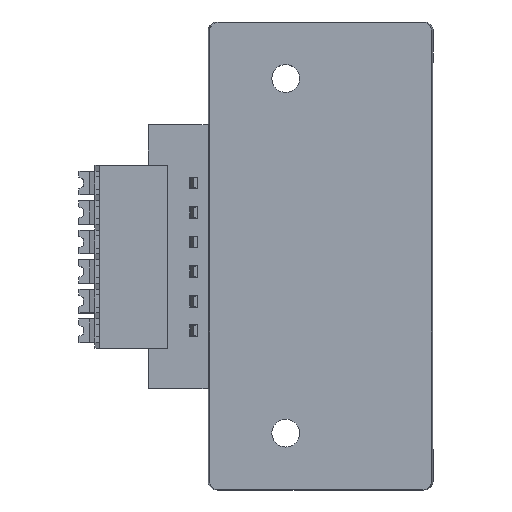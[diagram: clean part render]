
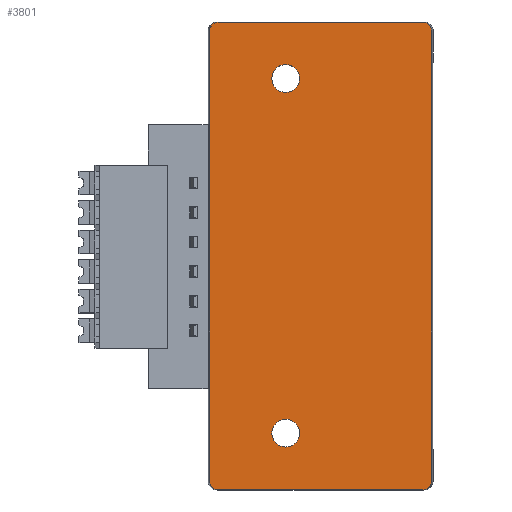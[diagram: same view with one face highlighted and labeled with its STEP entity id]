
A CAD part, top view. The second image highlights one B-rep face of the part: STEP entity #3801.
In plain terms, the highlighted planar face has unit normal (0, 0, 1).
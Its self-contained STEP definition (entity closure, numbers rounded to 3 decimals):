
#1469=ELLIPSE('',#48557,0.995,0.995);
#1470=ELLIPSE('',#48558,0.995,0.995);
#1471=ELLIPSE('',#48559,0.995,0.995);
#1472=ELLIPSE('',#48560,0.995,0.995);
#3801=ADVANCED_FACE('',(#8855,#8856,#8857),#6207,.F.);
#6207=PLANE('',#48562);
#8399=CIRCLE('',#48556,1.65);
#8400=CIRCLE('',#48561,1.65);
#8855=FACE_BOUND('',#9125,.T.);
#8856=FACE_BOUND('',#9126,.T.);
#8857=FACE_BOUND('',#9127,.T.);
#9125=EDGE_LOOP('',(#11947));
#9126=EDGE_LOOP('',(#11948,#11949,#11950,#11951,#11952,#11953,#11954,#11955));
#9127=EDGE_LOOP('',(#11956));
#11947=ORIENTED_EDGE('',*,*,#29682,.T.);
#11948=ORIENTED_EDGE('',*,*,#29683,.T.);
#11949=ORIENTED_EDGE('',*,*,#29684,.F.);
#11950=ORIENTED_EDGE('',*,*,#29685,.T.);
#11951=ORIENTED_EDGE('',*,*,#29552,.F.);
#11952=ORIENTED_EDGE('',*,*,#29686,.T.);
#11953=ORIENTED_EDGE('',*,*,#29687,.T.);
#11954=ORIENTED_EDGE('',*,*,#29688,.T.);
#11955=ORIENTED_EDGE('',*,*,#29689,.F.);
#11956=ORIENTED_EDGE('',*,*,#29690,.T.);
#25123=VERTEX_POINT('',#63317);
#25124=VERTEX_POINT('',#63319);
#25247=VERTEX_POINT('',#63574);
#25248=VERTEX_POINT('',#63576);
#25249=VERTEX_POINT('',#63577);
#25250=VERTEX_POINT('',#63579);
#25251=VERTEX_POINT('',#63582);
#25252=VERTEX_POINT('',#63584);
#25253=VERTEX_POINT('',#63586);
#25254=VERTEX_POINT('',#63589);
#29552=EDGE_CURVE('',#25123,#25124,#36189,.T.);
#29682=EDGE_CURVE('',#25247,#25247,#8399,.T.);
#29683=EDGE_CURVE('',#25248,#25249,#1469,.T.);
#29684=EDGE_CURVE('',#25250,#25249,#36311,.T.);
#29685=EDGE_CURVE('',#25250,#25124,#1470,.T.);
#29686=EDGE_CURVE('',#25123,#25251,#1471,.T.);
#29687=EDGE_CURVE('',#25251,#25252,#36312,.T.);
#29688=EDGE_CURVE('',#25252,#25253,#1472,.T.);
#29689=EDGE_CURVE('',#25248,#25253,#36313,.T.);
#29690=EDGE_CURVE('',#25254,#25254,#8400,.T.);
#36189=LINE('',#63318,#42400);
#36311=LINE('',#63578,#42522);
#36312=LINE('',#63583,#42523);
#36313=LINE('',#63587,#42524);
#42400=VECTOR('',#51384,1.);
#42522=VECTOR('',#51530,1.);
#42523=VECTOR('',#51535,1.);
#42524=VECTOR('',#51538,1.);
#48556=AXIS2_PLACEMENT_3D('',#63573,#51526,#51527);
#48557=AXIS2_PLACEMENT_3D('',#63575,#51528,#51529);
#48558=AXIS2_PLACEMENT_3D('',#63580,#51531,#51532);
#48559=AXIS2_PLACEMENT_3D('',#63581,#51533,#51534);
#48560=AXIS2_PLACEMENT_3D('',#63585,#51536,#51537);
#48561=AXIS2_PLACEMENT_3D('',#63588,#51539,#51540);
#48562=AXIS2_PLACEMENT_3D('',#63590,#51541,#51542);
#51384=DIRECTION('',(0.,1.,0.));
#51526=DIRECTION('',(0.,0.,-1.));
#51527=DIRECTION('',(0.,-1.,0.));
#51528=DIRECTION('',(0.,0.,1.));
#51529=DIRECTION('',(1.,0.,0.));
#51530=DIRECTION('',(1.,0.,0.));
#51531=DIRECTION('',(0.,0.,1.));
#51532=DIRECTION('',(-1.,0.,0.));
#51533=DIRECTION('',(0.,0.,1.));
#51534=DIRECTION('',(-1.,0.,0.));
#51535=DIRECTION('',(1.,0.,0.));
#51536=DIRECTION('',(0.,0.,1.));
#51537=DIRECTION('',(1.,0.,0.));
#51538=DIRECTION('',(0.,-1.,0.));
#51539=DIRECTION('',(0.,0.,-1.));
#51540=DIRECTION('',(0.,-1.,0.));
#51541=DIRECTION('',(0.,0.,-1.));
#51542=DIRECTION('',(0.,1.,0.));
#63317=CARTESIAN_POINT('',(-85.863,-206.061,8.473));
#63318=CARTESIAN_POINT('',(-85.863,-362.021,8.473));
#63319=CARTESIAN_POINT('',(-85.863,-152.651,8.473));
#63573=CARTESIAN_POINT('',(-76.869,-158.356,8.473));
#63574=CARTESIAN_POINT('',(-76.869,-160.006,8.473));
#63575=CARTESIAN_POINT('',(-60.62,-152.651,8.473));
#63576=CARTESIAN_POINT('',(-59.625,-152.651,8.473));
#63577=CARTESIAN_POINT('',(-60.62,-151.656,8.473));
#63578=CARTESIAN_POINT('',(-65.024,-151.656,8.473));
#63579=CARTESIAN_POINT('',(-84.868,-151.656,8.473));
#63580=CARTESIAN_POINT('',(-84.868,-152.651,8.473));
#63581=CARTESIAN_POINT('',(-84.868,-206.061,8.473));
#63582=CARTESIAN_POINT('',(-84.868,-207.056,8.473));
#63583=CARTESIAN_POINT('',(-58.669,-207.056,8.473));
#63584=CARTESIAN_POINT('',(-60.62,-207.056,8.473));
#63585=CARTESIAN_POINT('',(-60.62,-206.061,8.473));
#63586=CARTESIAN_POINT('',(-59.625,-206.061,8.473));
#63587=CARTESIAN_POINT('',(-59.625,-159.306,8.473));
#63588=CARTESIAN_POINT('',(-76.869,-200.356,8.473));
#63589=CARTESIAN_POINT('',(-76.869,-202.006,8.473));
#63590=CARTESIAN_POINT('',(-65.024,-362.021,8.473));
